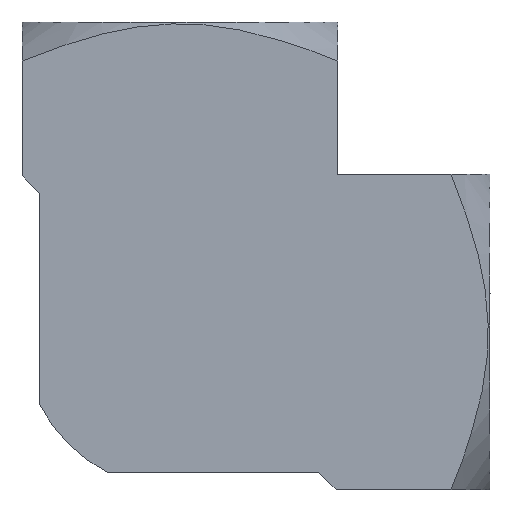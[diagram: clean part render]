
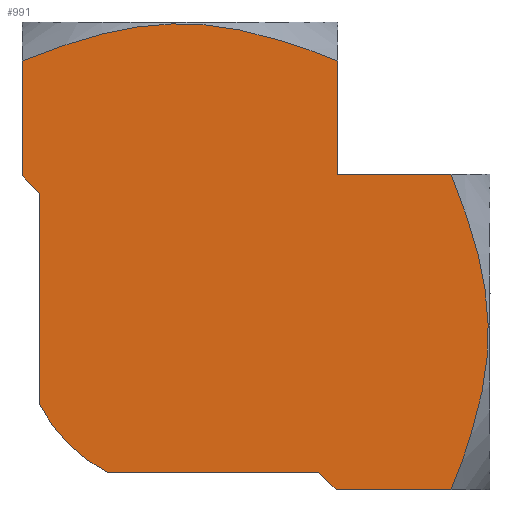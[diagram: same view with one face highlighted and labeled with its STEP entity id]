
A CAD part, front view. The second image highlights one B-rep face of the part: STEP entity #991.
In plain terms, the highlighted face is planar.
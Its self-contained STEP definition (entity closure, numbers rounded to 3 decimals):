
#133=CIRCLE('',#1051,12.7);
#155=(
BOUNDED_CURVE()
B_SPLINE_CURVE(2,(#1382,#1383,#1384,#1385),.UNSPECIFIED.,.F.,.F.)
B_SPLINE_CURVE_WITH_KNOTS((3,1,3),(104.029,165.476,268.8),
 .UNSPECIFIED.)
CURVE()
GEOMETRIC_REPRESENTATION_ITEM()
RATIONAL_B_SPLINE_CURVE((5.723,6.578,7.161,
5.723))
REPRESENTATION_ITEM('')
);
#156=(
BOUNDED_CURVE()
B_SPLINE_CURVE(2,(#1390,#1391,#1392,#1393),.UNSPECIFIED.,.F.,.F.)
B_SPLINE_CURVE_WITH_KNOTS((3,1,3),(104.029,165.476,268.8),
 .UNSPECIFIED.)
CURVE()
GEOMETRIC_REPRESENTATION_ITEM()
RATIONAL_B_SPLINE_CURVE((5.723,6.578,7.161,
5.723))
REPRESENTATION_ITEM('')
);
#169=FACE_OUTER_BOUND('',#225,.T.);
#225=EDGE_LOOP('',(#679,#680,#681,#682,#683,#684,#685,#686,#687,#688,#689));
#279=LINE('',#1330,#336);
#282=LINE('',#1336,#339);
#284=LINE('',#1341,#341);
#288=LINE('',#1349,#345);
#291=LINE('',#1355,#348);
#294=LINE('',#1378,#351);
#295=LINE('',#1387,#352);
#296=LINE('',#1389,#353);
#336=VECTOR('',#1124,1.);
#339=VECTOR('',#1129,1.);
#341=VECTOR('',#1133,1.);
#345=VECTOR('',#1139,1.);
#348=VECTOR('',#1144,1000.);
#351=VECTOR('',#1149,1000.);
#352=VECTOR('',#1154,1000.);
#353=VECTOR('',#1155,1000.);
#393=VERTEX_POINT('',#1327);
#394=VERTEX_POINT('',#1329);
#396=VERTEX_POINT('',#1335);
#397=VERTEX_POINT('',#1339);
#398=VERTEX_POINT('',#1340);
#401=VERTEX_POINT('',#1348);
#403=VERTEX_POINT('',#1354);
#408=VERTEX_POINT('',#1373);
#409=VERTEX_POINT('',#1381);
#410=VERTEX_POINT('',#1386);
#411=VERTEX_POINT('',#1388);
#497=EDGE_CURVE('',#394,#393,#279,.T.);
#500=EDGE_CURVE('',#396,#394,#282,.T.);
#502=EDGE_CURVE('',#397,#398,#284,.T.);
#506=EDGE_CURVE('',#398,#401,#288,.T.);
#509=EDGE_CURVE('',#396,#403,#291,.T.);
#516=EDGE_CURVE('',#401,#408,#294,.T.);
#517=EDGE_CURVE('',#393,#397,#133,.T.);
#518=EDGE_CURVE('',#408,#409,#155,.F.);
#519=EDGE_CURVE('',#410,#409,#295,.T.);
#520=EDGE_CURVE('',#410,#411,#296,.T.);
#521=EDGE_CURVE('',#411,#403,#156,.F.);
#679=ORIENTED_EDGE('',*,*,#500,.T.);
#680=ORIENTED_EDGE('',*,*,#497,.T.);
#681=ORIENTED_EDGE('',*,*,#517,.T.);
#682=ORIENTED_EDGE('',*,*,#502,.T.);
#683=ORIENTED_EDGE('',*,*,#506,.T.);
#684=ORIENTED_EDGE('',*,*,#516,.T.);
#685=ORIENTED_EDGE('',*,*,#518,.T.);
#686=ORIENTED_EDGE('',*,*,#519,.F.);
#687=ORIENTED_EDGE('',*,*,#520,.T.);
#688=ORIENTED_EDGE('',*,*,#521,.T.);
#689=ORIENTED_EDGE('',*,*,#509,.F.);
#975=PLANE('',#1050);
#991=ADVANCED_FACE('',(#169),#975,.T.);
#1050=AXIS2_PLACEMENT_3D('',#1379,#1150,#1151);
#1051=AXIS2_PLACEMENT_3D('',#1380,#1152,#1153);
#1124=DIRECTION('',(0.,-1.,0.));
#1129=DIRECTION('',(0.707,-0.707,0.));
#1133=DIRECTION('',(1.,0.,0.));
#1139=DIRECTION('',(0.707,-0.707,0.));
#1144=DIRECTION('',(0.,1.,0.));
#1149=DIRECTION('',(1.,0.,0.));
#1150=DIRECTION('center_axis',(0.,0.,
1.));
#1151=DIRECTION('ref_axis',(0.,-1.,0.));
#1152=DIRECTION('center_axis',(0.,0.,1.));
#1153=DIRECTION('ref_axis',(1.,0.,0.));
#1154=DIRECTION('',(1.,0.,0.));
#1155=DIRECTION('',(0.,1.,0.));
#1327=CARTESIAN_POINT('',(-19.062,-5.824,20.726));
#1329=CARTESIAN_POINT('',(-19.062,11.147,20.726));
#1330=CARTESIAN_POINT('',(-19.062,-2.369,20.726));
#1335=CARTESIAN_POINT('',(-20.476,12.562,20.726));
#1336=CARTESIAN_POINT('',(-16.629,8.714,20.726));
#1339=CARTESIAN_POINT('',(-13.6,-11.286,20.726));
#1340=CARTESIAN_POINT('',(3.371,-11.286,20.726));
#1341=CARTESIAN_POINT('',(-16.495,-11.286,20.726));
#1348=CARTESIAN_POINT('',(4.786,-12.7,20.726));
#1349=CARTESIAN_POINT('',(-5.412,-2.502,20.726));
#1354=CARTESIAN_POINT('',(-20.476,21.8,20.726));
#1355=CARTESIAN_POINT('',(-20.476,0.,20.726));
#1373=CARTESIAN_POINT('',(14.024,-12.7,20.726));
#1378=CARTESIAN_POINT('',(-7.776,-12.7,20.726));
#1379=CARTESIAN_POINT('Origin',(-7.776,12.7,20.726));
#1380=CARTESIAN_POINT('Origin',(-7.776,0.,20.726));
#1381=CARTESIAN_POINT('',(14.024,12.7,20.726));
#1382=CARTESIAN_POINT('Ctrl Pts',(14.024,12.7,20.726));
#1383=CARTESIAN_POINT('Ctrl Pts',(16.357,6.929,20.726));
#1384=CARTESIAN_POINT('Ctrl Pts',(17.628,-3.785,20.726));
#1385=CARTESIAN_POINT('Ctrl Pts',(14.024,-12.7,20.726));
#1386=CARTESIAN_POINT('',(4.924,12.7,20.726));
#1387=CARTESIAN_POINT('',(-7.776,12.7,20.726));
#1388=CARTESIAN_POINT('',(4.924,21.8,20.726));
#1389=CARTESIAN_POINT('',(4.924,0.,20.726));
#1390=CARTESIAN_POINT('Ctrl Pts',(-20.476,21.8,20.726));
#1391=CARTESIAN_POINT('Ctrl Pts',(-14.705,24.133,20.726));
#1392=CARTESIAN_POINT('Ctrl Pts',(-3.991,25.404,20.726));
#1393=CARTESIAN_POINT('Ctrl Pts',(4.924,21.8,20.726));
